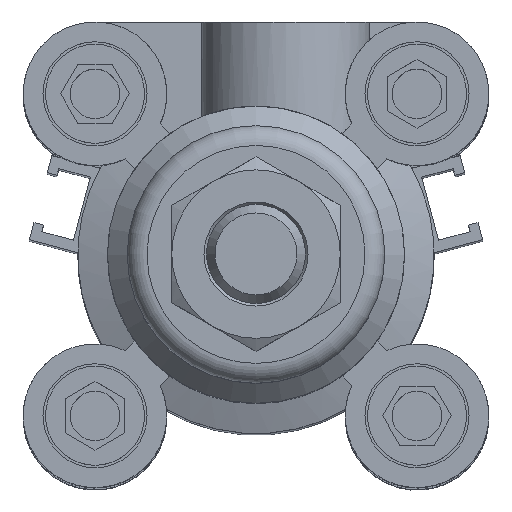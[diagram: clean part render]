
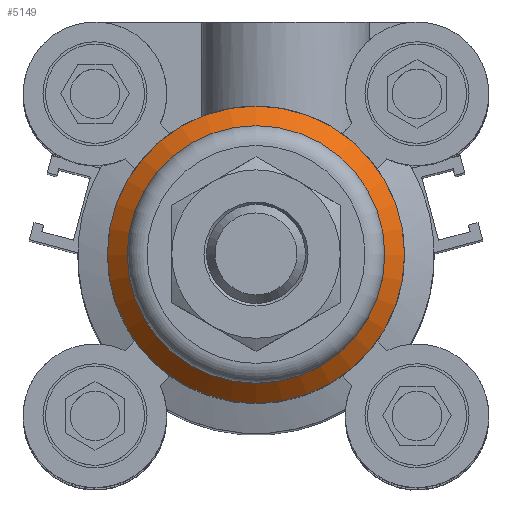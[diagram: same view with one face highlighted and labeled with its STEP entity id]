
A CAD part, top view. The second image highlights one B-rep face of the part: STEP entity #5149.
In plain terms, the highlighted conical face has half-angle 45 degrees and reference radius 14 mm.
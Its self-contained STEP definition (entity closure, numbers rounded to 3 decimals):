
#64=CONICAL_SURFACE('',#5600,14.,0.785);
#1668=ORIENTED_EDGE('',*,*,#2833,.T.);
#1669=ORIENTED_EDGE('',*,*,#2832,.F.);
#2832=EDGE_CURVE('',#3465,#3465,#3852,.T.);
#2833=EDGE_CURVE('',#3466,#3466,#3853,.T.);
#3465=VERTEX_POINT('',#8103);
#3466=VERTEX_POINT('',#8106);
#3852=CIRCLE('',#5599,13.);
#3853=CIRCLE('',#5601,15.);
#4125=EDGE_LOOP('',(#1668));
#4126=EDGE_LOOP('',(#1669));
#4547=FACE_BOUND('',#4125,.T.);
#4548=FACE_BOUND('',#4126,.T.);
#5149=ADVANCED_FACE('',(#4547,#4548),#64,.T.);
#5599=AXIS2_PLACEMENT_3D('',#8102,#6532,#6533);
#5600=AXIS2_PLACEMENT_3D('',#8104,#6534,#6535);
#5601=AXIS2_PLACEMENT_3D('',#8105,#6536,#6537);
#6532=DIRECTION('',(0.,1.,0.));
#6533=DIRECTION('',(-1.,0.,0.));
#6534=DIRECTION('',(0.,-1.,0.));
#6535=DIRECTION('',(-1.,0.,0.));
#6536=DIRECTION('',(0.,1.,0.));
#6537=DIRECTION('',(-1.,0.,0.));
#8102=CARTESIAN_POINT('',(0.,35.5,0.));
#8103=CARTESIAN_POINT('',(-13.,35.5,0.));
#8104=CARTESIAN_POINT('',(0.,34.5,0.));
#8105=CARTESIAN_POINT('',(0.,33.5,0.));
#8106=CARTESIAN_POINT('',(-15.,33.5,0.));
